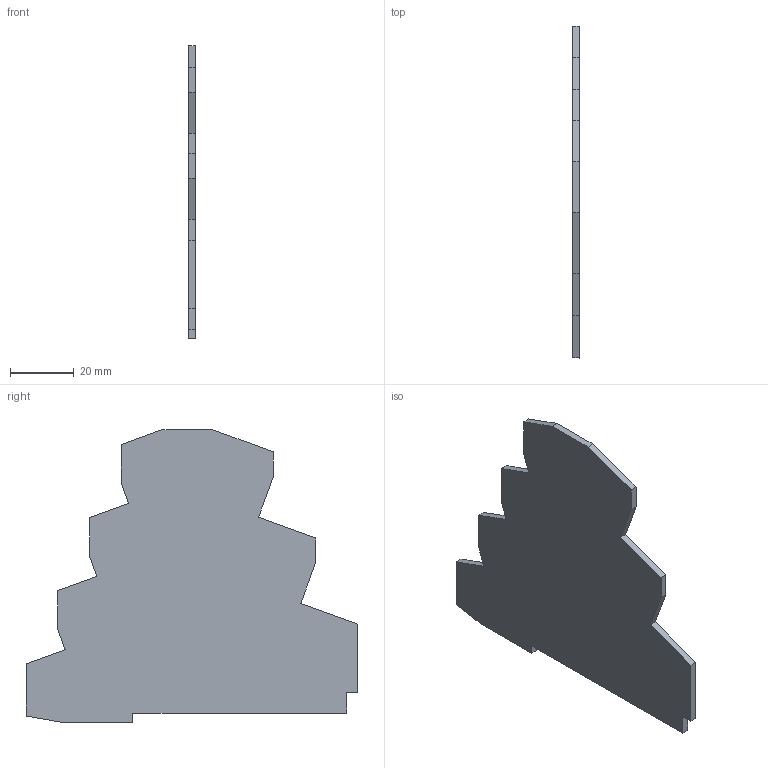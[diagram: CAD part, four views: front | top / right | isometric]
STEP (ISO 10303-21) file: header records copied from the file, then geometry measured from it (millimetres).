
FILE_DESCRIPTION(('Creo Elements/Direct Modeling STEP Export'),'2;1');
FILE_NAME('model.stp','2020-06-02T 0:20:04',(''),(''),'Creo Elements/Direct Modeling STEP processor for AP214 (Solid Model)','Creo Elements/Direct Modeling 20.1A 29-Sep-2018 (C) Parametric Technology GmbH','');
FILE_SCHEMA(('AUTOMOTIVE_DESIGN { 1 0 10303 214 1 1 1 1 }'));
Length unit declared in the file: millimetre
Products named in the file (2): D-PT_4-PE_3L-select
Assembly tree (1 placements, depth 2):
  D-PT_4-PE_3L-select
    D-PT_4-PE_3L-select
Bounding box: 2.2 x 104.5 x 92.1 mm (x, y, z)
Volume: 14360.5 mm3; surface area: 13889.1 mm2
Topology: 1 solids, 1 shells, 28 faces, 78 edges, 52 vertices
Faces by surface type: plane 28
Entity records: 1151 total; most frequent: CARTESIAN_POINT 160, ORIENTED_EDGE 156, DIRECTION 138, VECTOR 78, LINE 78, EDGE_CURVE 78, VERTEX_POINT 52, AXIS2_PLACEMENT_3D 30
